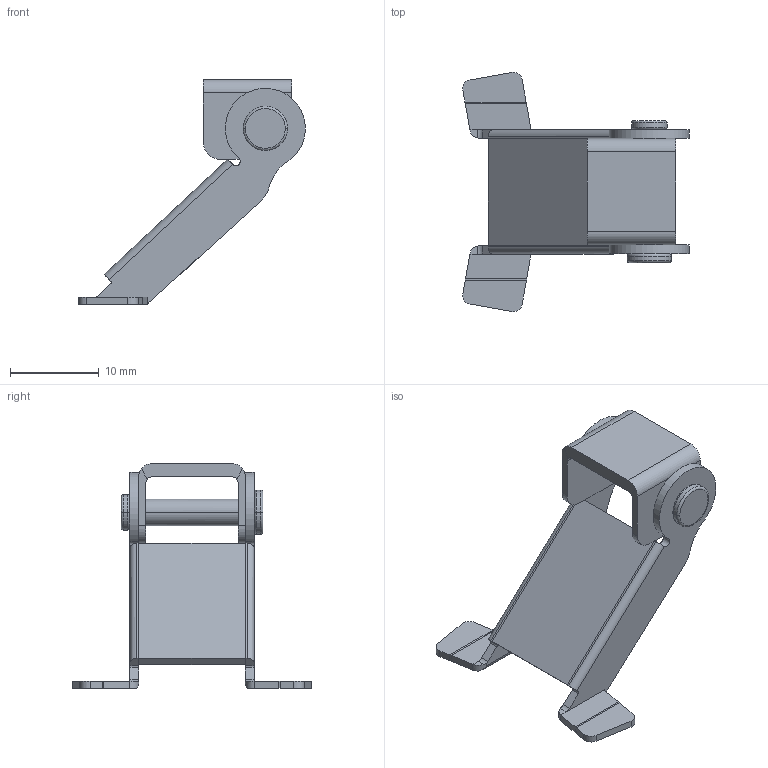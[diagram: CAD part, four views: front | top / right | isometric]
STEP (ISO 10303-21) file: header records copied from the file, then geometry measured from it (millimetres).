
FILE_DESCRIPTION(/* description */ (''),/* implementation_level */ '2;1');
FILE_NAME(/* name */ 'DK504',/* time_stamp */ '2024-10-16T09:11:11+08:00',/* author */ (''),/* organization */ (''),/* preprocessor_version */ 'ST-DEVELOPER v19.2',/* originating_system */ 'Rhino 8.5',/* authorisation */ '');
FILE_SCHEMA (('CONFIG_CONTROL_DESIGN'));
Length unit declared in the file: millimetre
Products named in the file (1): Document
Bounding box: 25.53 x 26.95 x 25.35 mm (x, y, z)
Volume: 934.5 mm3; surface area: 2309.9 mm2
Topology: 2 solids, 3 shells, 128 faces, 324 edges, 198 vertices
Faces by surface type: plane 64, cylinder 44, bspline 20
Entity records: 4360 total; most frequent: CARTESIAN_POINT 1674, ORIENTED_EDGE 633, DIRECTION 330, EDGE_CURVE 322, AXIS2_PLACEMENT_3D 219, VERTEX_POINT 198, B_SPLINE_CURVE_WITH_KNOTS 162, EDGE_LOOP 137
